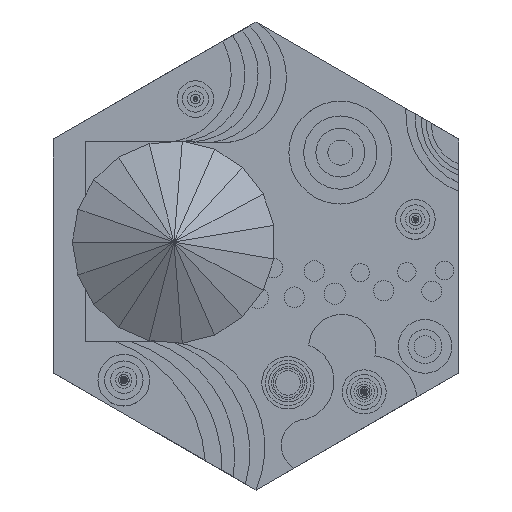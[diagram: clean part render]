
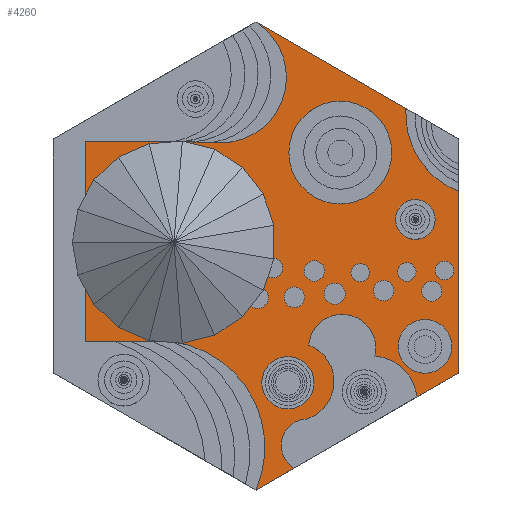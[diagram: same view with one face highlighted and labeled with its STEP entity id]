
A CAD part, top view. The second image highlights one B-rep face of the part: STEP entity #4260.
In plain terms, the highlighted planar face has unit normal (0, 0, 1).
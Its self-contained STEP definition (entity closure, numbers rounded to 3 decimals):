
#4260=ADVANCED_FACE('',(#4590,#4592,#4594,#4596),#4598,.T.);
#4590=FACE_BOUND('',#4591,.T.);
#4591=EDGE_LOOP('',(#7054,#7055,#7056,#7057,#7058,#7059));
#4592=FACE_BOUND('',#4593,.T.);
#4593=EDGE_LOOP('',(#7060));
#4594=FACE_BOUND('',#4595,.T.);
#4595=EDGE_LOOP('',(#7061));
#4596=FACE_BOUND('',#4597,.T.);
#4597=EDGE_LOOP('',(#7062));
#4598=PLANE('',#4599);
#4599=AXIS2_PLACEMENT_3D('',#4600,#4601,#4602);
#4600=CARTESIAN_POINT('',(0.,0.,100.));
#4601=DIRECTION('',(0.,0.,1.));
#4602=DIRECTION('',(1.,0.,0.));
#7054=ORIENTED_EDGE('',*,*,#7940,.T.);
#7055=ORIENTED_EDGE('',*,*,#7941,.T.);
#7056=ORIENTED_EDGE('',*,*,#7942,.T.);
#7057=ORIENTED_EDGE('',*,*,#7943,.T.);
#7058=ORIENTED_EDGE('',*,*,#7944,.T.);
#7059=ORIENTED_EDGE('',*,*,#7945,.T.);
#7060=ORIENTED_EDGE('',*,*,#7946,.T.);
#7061=ORIENTED_EDGE('',*,*,#7947,.T.);
#7062=ORIENTED_EDGE('',*,*,#7948,.T.);
#7940=EDGE_CURVE('',#8383,#8384,#8385,.T.);
#7941=EDGE_CURVE('',#8384,#8386,#8387,.T.);
#7942=EDGE_CURVE('',#8386,#8388,#8389,.T.);
#7943=EDGE_CURVE('',#8388,#8390,#8391,.T.);
#7944=EDGE_CURVE('',#8390,#8392,#8393,.T.);
#7945=EDGE_CURVE('',#8392,#8383,#8394,.T.);
#7946=EDGE_CURVE('',#8395,#8395,#8396,.F.);
#7947=EDGE_CURVE('',#8397,#8397,#8398,.F.);
#7948=EDGE_CURVE('',#8399,#8399,#8400,.F.);
#8383=VERTEX_POINT('',#9140);
#8384=VERTEX_POINT('',#9141);
#8385=LINE('',#9142,#9143);
#8386=VERTEX_POINT('',#9145);
#8387=LINE('',#9146,#9147);
#8388=VERTEX_POINT('',#9149);
#8389=LINE('',#9150,#9151);
#8390=VERTEX_POINT('',#9153);
#8391=LINE('',#9154,#9155);
#8392=VERTEX_POINT('',#9157);
#8393=LINE('',#9158,#9159);
#8394=LINE('',#9161,#9162);
#8395=VERTEX_POINT('',#9164);
#8396=CIRCLE('',#9165,91.657);
#8397=VERTEX_POINT('',#9169);
#8398=CIRCLE('',#9170,180.264);
#8399=VERTEX_POINT('',#9174);
#8400=CIRCLE('',#9175,94.062);
#9140=CARTESIAN_POINT('',(0.,0.,100.));
#9141=CARTESIAN_POINT('',(-410.,-710.141,100.));
#9142=CARTESIAN_POINT('',(0.,0.,100.));
#9143=VECTOR('',#9144,1.);
#9144=DIRECTION('',(-0.5,-0.866,0.));
#9145=CARTESIAN_POINT('',(0.,-1420.282,100.));
#9146=CARTESIAN_POINT('',(-410.,-710.141,100.));
#9147=VECTOR('',#9148,1.);
#9148=DIRECTION('',(0.5,-0.866,0.));
#9149=CARTESIAN_POINT('',(820.,-1420.282,100.));
#9150=CARTESIAN_POINT('',(0.,-1420.282,100.));
#9151=VECTOR('',#9152,1.);
#9152=DIRECTION('',(1.,0.,0.));
#9153=CARTESIAN_POINT('',(1230.,-710.141,100.));
#9154=CARTESIAN_POINT('',(820.,-1420.282,100.));
#9155=VECTOR('',#9156,1.);
#9156=DIRECTION('',(0.5,0.866,0.));
#9157=CARTESIAN_POINT('',(820.,0.,100.));
#9158=CARTESIAN_POINT('',(1230.,-710.141,100.));
#9159=VECTOR('',#9160,1.);
#9160=DIRECTION('',(-0.5,0.866,0.));
#9161=CARTESIAN_POINT('',(820.,0.,100.));
#9162=VECTOR('',#9163,1.);
#9163=DIRECTION('',(-1.,0.,0.));
#9164=CARTESIAN_POINT('',(11.376,-426.89,100.));
#9165=AXIS2_PLACEMENT_3D('',#9166,#9167,#9168);
#9166=CARTESIAN_POINT('',(90.753,-381.061,100.));
#9167=DIRECTION('',(0.,0.,1.));
#9168=DIRECTION('',(-0.866,-0.5,0.));
#9169=CARTESIAN_POINT('',(179.165,-1261.787,100.));
#9170=AXIS2_PLACEMENT_3D('',#9171,#9172,#9173);
#9171=CARTESIAN_POINT('',(335.278,-1171.654,100.));
#9172=DIRECTION('',(0.,0.,1.));
#9173=DIRECTION('',(-0.866,-0.5,0.));
#9174=CARTESIAN_POINT('',(-342.614,-778.805,100.));
#9175=AXIS2_PLACEMENT_3D('',#9176,#9177,#9178);
#9176=CARTESIAN_POINT('',(-261.154,-731.773,100.));
#9177=DIRECTION('',(0.,0.,1.));
#9178=DIRECTION('',(-0.866,-0.5,0.));
